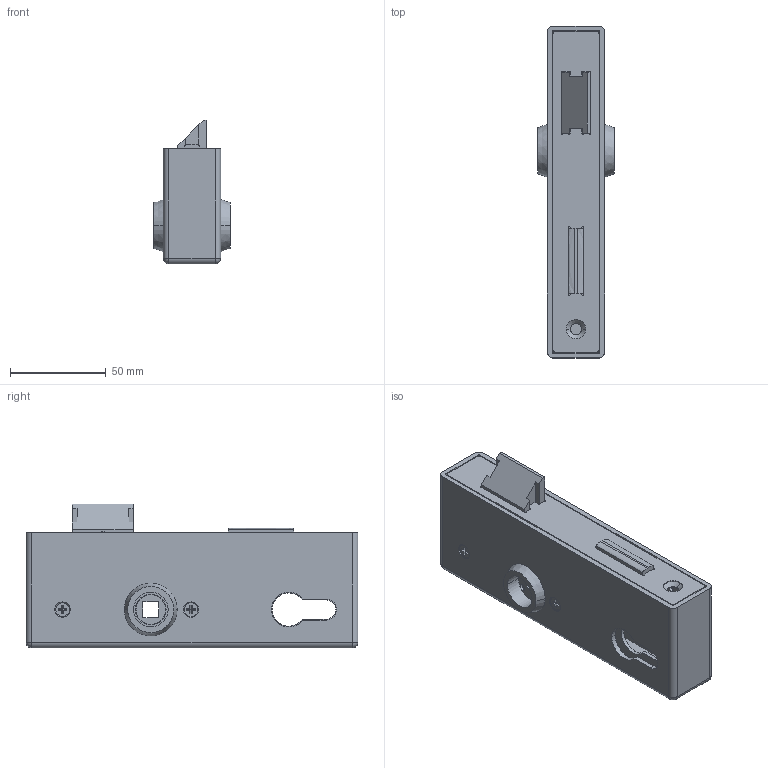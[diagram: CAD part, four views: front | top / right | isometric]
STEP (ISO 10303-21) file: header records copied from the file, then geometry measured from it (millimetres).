
FILE_DESCRIPTION (( 'STEP AP203' ), '1' );
FILE_NAME ('59100-240.step', '2020-12-03T15:35:00', ( '' ), ( '' ), 'SwSTEP 2.0', 'SolidWorks 2018', '' );
FILE_SCHEMA (( 'CONFIG_CONTROL_DESIGN' ));
Length unit declared in the file: millimetre
Products named in the file (20): 59100-240; Schlosskasten Teil6 Konfig; Schlosskasten Teil5 Konfig; Schlosskasten Teil1 Konfig_59100-240 Teil1; Schlosskasten Teil4 Konfig_59XXX-240 Teil4; Schlosskasten Teil3 Konfig; DIN 965; Schlosskasten Teil4 Konfig; Schlosskasten Teil5 Konfig_59XXX-240 Teil5; Schlosskasten Teil6 Konfig_59100-240 Teil6; Schlosskasten Teil2 Konfig_59100-240 Teil2; Schlosskasten Teil2 Konfig; Schlosskasten Teil3 Konfig_59XXX-240 Teil3; DIN 965_DIN 965 M4x10; Schlosskasten Teil1 Konfig
Assembly tree (12 placements, depth 2):
  59100-240
    Schlosskasten Teil2 Konfig
  Schlosskasten Teil6 Konfig
  Schlosskasten Teil5 Konfig
  Schlosskasten Teil3 Konfig
  59100-240
    Schlosskasten Teil1 Konfig_59100-240 Teil1
    Schlosskasten Teil2 Konfig_59100-240 Teil2
    Schlosskasten Teil3 Konfig_59XXX-240 Teil3
    Schlosskasten Teil4 Konfig_59XXX-240 Teil4
    Schlosskasten Teil5 Konfig_59XXX-240 Teil5
    DIN 965_DIN 965 M4x10  x4
    Schlosskasten Teil6 Konfig_59100-240 Teil6  x2
Bounding box: 40 x 173 x 75 mm (x, y, z)
Volume: 119216.7 mm3; surface area: 108374.9 mm2
Topology: 15 solids, 15 shells, 594 faces, 1526 edges, 980 vertices
Faces by surface type: plane 283, cylinder 174, bspline 72, cone 57, sphere 8
Entity records: 22047 total; most frequent: CARTESIAN_POINT 7856, ORIENTED_EDGE 2624, DIRECTION 2386, EDGE_CURVE 1312, VERTEX_POINT 850, VECTOR 834, LINE 834, AXIS2_PLACEMENT_3D 776
